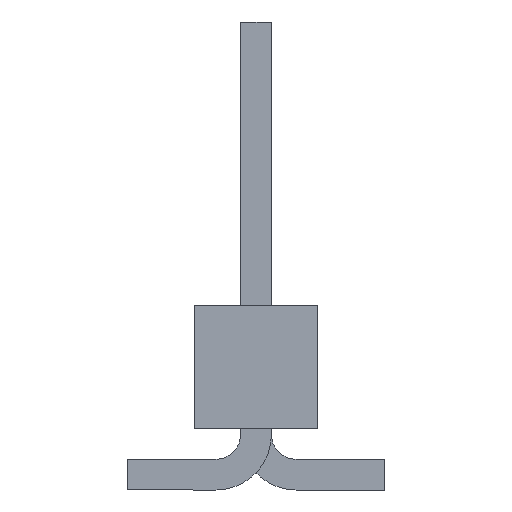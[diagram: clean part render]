
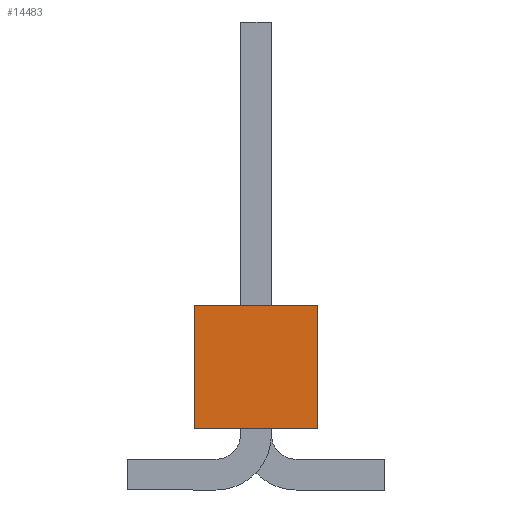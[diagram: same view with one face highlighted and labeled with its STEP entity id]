
A CAD part, left-side view. The second image highlights one B-rep face of the part: STEP entity #14483.
In plain terms, the highlighted face is planar.
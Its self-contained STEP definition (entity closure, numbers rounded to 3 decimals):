
#3152 = VERTEX_POINT('',#3153);
#3153 = CARTESIAN_POINT('',(59.69,1.27,1.27));
#3159 = EDGE_CURVE('',#3152,#3160,#3162,.T.);
#3160 = VERTEX_POINT('',#3161);
#3161 = CARTESIAN_POINT('',(59.69,1.27,-1.27));
#3162 = LINE('',#3163,#3164);
#3163 = CARTESIAN_POINT('',(59.69,1.27,1.27));
#3164 = VECTOR('',#3165,1.);
#3165 = DIRECTION('',(0.,0.,-1.));
#7694 = VERTEX_POINT('',#7695);
#7695 = CARTESIAN_POINT('',(59.69,-1.27,-1.27));
#7701 = EDGE_CURVE('',#7702,#7694,#7704,.T.);
#7702 = VERTEX_POINT('',#7703);
#7703 = CARTESIAN_POINT('',(59.69,-1.27,1.27));
#7704 = LINE('',#7705,#7706);
#7705 = CARTESIAN_POINT('',(59.69,-1.27,1.27));
#7706 = VECTOR('',#7707,1.);
#7707 = DIRECTION('',(0.,0.,-1.));
#10230 = EDGE_CURVE('',#3160,#7694,#10231,.T.);
#10231 = LINE('',#10232,#10233);
#10232 = CARTESIAN_POINT('',(59.69,1.27,-1.27));
#10233 = VECTOR('',#10234,1.);
#10234 = DIRECTION('',(0.,-1.,0.));
#10252 = EDGE_CURVE('',#3152,#7702,#10253,.T.);
#10253 = LINE('',#10254,#10255);
#10254 = CARTESIAN_POINT('',(59.69,1.27,1.27));
#10255 = VECTOR('',#10256,1.);
#10256 = DIRECTION('',(0.,-1.,0.));
#14483 = ADVANCED_FACE('',(#14484),#14490,.F.);
#14484 = FACE_BOUND('',#14485,.T.);
#14485 = EDGE_LOOP('',(#14486,#14487,#14488,#14489));
#14486 = ORIENTED_EDGE('',*,*,#7701,.T.);
#14487 = ORIENTED_EDGE('',*,*,#10230,.F.);
#14488 = ORIENTED_EDGE('',*,*,#3159,.F.);
#14489 = ORIENTED_EDGE('',*,*,#10252,.T.);
#14490 = PLANE('',#14491);
#14491 = AXIS2_PLACEMENT_3D('',#14492,#14493,#14494);
#14492 = CARTESIAN_POINT('',(59.69,1.27,1.27));
#14493 = DIRECTION('',(-1.,0.,0.));
#14494 = DIRECTION('',(0.,0.,1.));
